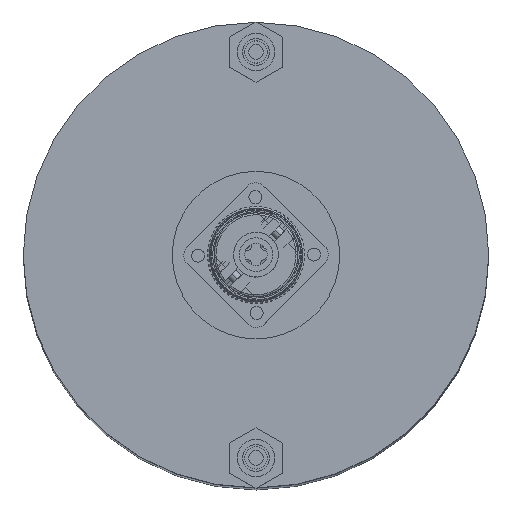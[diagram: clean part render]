
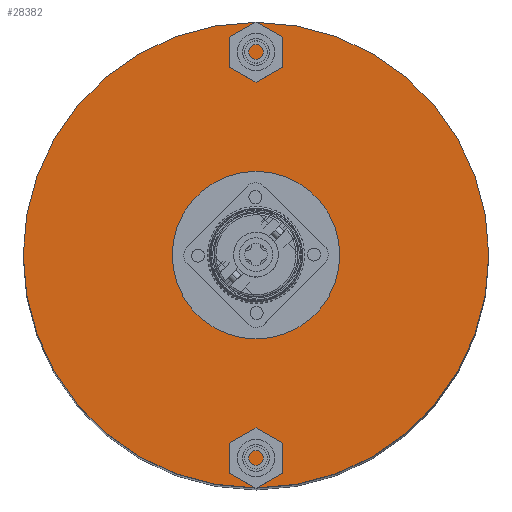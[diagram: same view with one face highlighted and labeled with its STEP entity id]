
A CAD part, top view. The second image highlights one B-rep face of the part: STEP entity #28382.
In plain terms, the highlighted planar face has unit normal (0, 0, 1).
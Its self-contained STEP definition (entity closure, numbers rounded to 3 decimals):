
#3546 = AXIS2_PLACEMENT_3D ( 'NONE', #11730, #99846, #20059 ) ;
#9528 = ORIENTED_EDGE ( 'NONE', *, *, #48219, .F. ) ;
#10451 = PLANE ( 'NONE',  #52119 ) ;
#10720 = CARTESIAN_POINT ( 'NONE',  ( 0., 0., 35.5 ) ) ;
#11060 = DIRECTION ( 'NONE',  ( -1., 0., 0. ) ) ;
#11730 = CARTESIAN_POINT ( 'NONE',  ( 0., 0., 35.5 ) ) ;
#12650 = CIRCLE ( 'NONE', #66735, 22.5 ) ;
#12982 = CARTESIAN_POINT ( 'NONE',  ( -22.5, 0., 35.5 ) ) ;
#18414 = CARTESIAN_POINT ( 'NONE',  ( 0., 0., 35.5 ) ) ;
#19379 = CARTESIAN_POINT ( 'NONE',  ( -62.5, 0., 35.5 ) ) ;
#20059 = DIRECTION ( 'NONE',  ( -1., 0., 0. ) ) ;
#21995 = DIRECTION ( 'NONE',  ( 0., 0., -1. ) ) ;
#25588 = DIRECTION ( 'NONE',  ( 0., 0., -1. ) ) ;
#28382 = ADVANCED_FACE ( 'NONE', ( #60512, #81629 ), #10451, .T. ) ;
#29657 = DIRECTION ( 'NONE',  ( -1., 0., 0. ) ) ;
#31154 = VERTEX_POINT ( 'NONE', #96839 ) ;
#32365 = EDGE_LOOP ( 'NONE', ( #97550, #9528 ) ) ;
#35915 = CIRCLE ( 'NONE', #91139, 62.5 ) ;
#40895 = DIRECTION ( 'NONE',  ( -1., 0., 0. ) ) ;
#43583 = CIRCLE ( 'NONE', #57060, 22.5 ) ;
#44743 = EDGE_CURVE ( 'NONE', #48267, #31154, #35915, .T. ) ;
#48219 = EDGE_CURVE ( 'NONE', #31154, #48267, #62566, .T. ) ;
#48267 = VERTEX_POINT ( 'NONE', #19379 ) ;
#48915 = VERTEX_POINT ( 'NONE', #74076 ) ;
#48980 = DIRECTION ( 'NONE',  ( 1., 0., 0. ) ) ;
#52119 = AXIS2_PLACEMENT_3D ( 'NONE', #18414, #73969, #48980 ) ;
#53521 = VERTEX_POINT ( 'NONE', #12982 ) ;
#57060 = AXIS2_PLACEMENT_3D ( 'NONE', #10720, #58923, #11060 ) ;
#58923 = DIRECTION ( 'NONE',  ( 0., 0., -1. ) ) ;
#59495 = EDGE_CURVE ( 'NONE', #53521, #48915, #43583, .T. ) ;
#60512 = FACE_OUTER_BOUND ( 'NONE', #32365, .T. ) ;
#62557 = CARTESIAN_POINT ( 'NONE',  ( 0., 0., 35.5 ) ) ;
#62566 = CIRCLE ( 'NONE', #3546, 62.5 ) ;
#66735 = AXIS2_PLACEMENT_3D ( 'NONE', #62557, #21995, #29657 ) ;
#72645 = ORIENTED_EDGE ( 'NONE', *, *, #94199, .T. ) ;
#73969 = DIRECTION ( 'NONE',  ( 0., 0., 1. ) ) ;
#74076 = CARTESIAN_POINT ( 'NONE',  ( 22.5, 0., 35.5 ) ) ;
#81629 = FACE_BOUND ( 'NONE', #83961, .T. ) ;
#83406 = ORIENTED_EDGE ( 'NONE', *, *, #59495, .T. ) ;
#83961 = EDGE_LOOP ( 'NONE', ( #83406, #72645 ) ) ;
#89060 = CARTESIAN_POINT ( 'NONE',  ( 0., 0., 35.5 ) ) ;
#91139 = AXIS2_PLACEMENT_3D ( 'NONE', #89060, #25588, #40895 ) ;
#94199 = EDGE_CURVE ( 'NONE', #48915, #53521, #12650, .T. ) ;
#96839 = CARTESIAN_POINT ( 'NONE',  ( 62.5, 0., 35.5 ) ) ;
#97550 = ORIENTED_EDGE ( 'NONE', *, *, #44743, .F. ) ;
#99846 = DIRECTION ( 'NONE',  ( 0., 0., -1. ) ) ;
